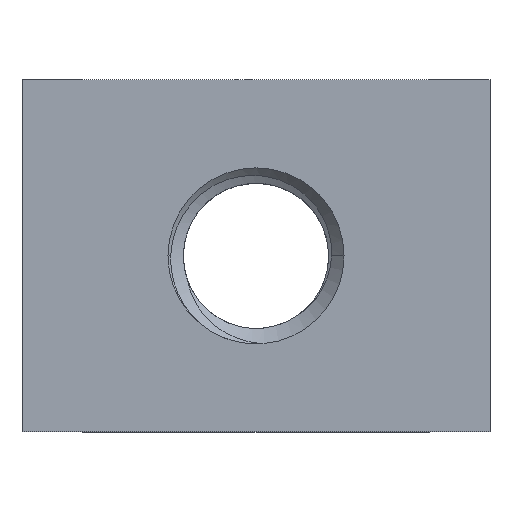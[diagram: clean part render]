
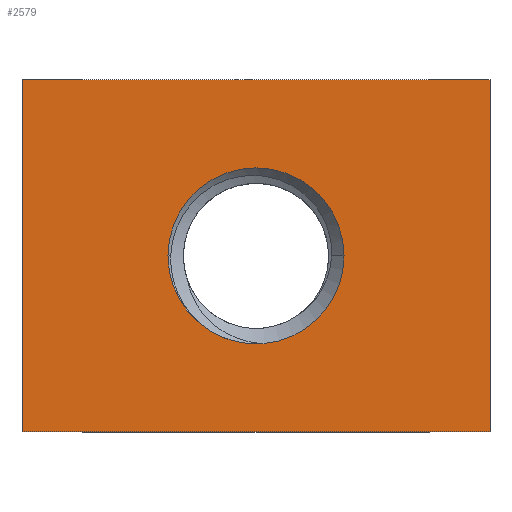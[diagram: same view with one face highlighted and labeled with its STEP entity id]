
A CAD part, top view. The second image highlights one B-rep face of the part: STEP entity #2579.
In plain terms, the highlighted planar face has unit normal (0, 0, 1).
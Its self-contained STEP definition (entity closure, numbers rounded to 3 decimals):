
#76 = CARTESIAN_POINT ( 'NONE',  ( 0., 21.5, -8.75 ) ) ;
#143 = AXIS2_PLACEMENT_3D ( 'NONE', #2537, #908, #3388 ) ;
#206 = ORIENTED_EDGE ( 'NONE', *, *, #907, .T. ) ;
#280 = FACE_OUTER_BOUND ( 'NONE', #1720, .T. ) ;
#308 = DIRECTION ( 'NONE',  ( 1., 0., 0. ) ) ;
#364 = CIRCLE ( 'NONE', #2030, 2. ) ;
#434 = PLANE ( 'NONE',  #1769 ) ;
#472 = VERTEX_POINT ( 'NONE', #1348 ) ;
#528 = CARTESIAN_POINT ( 'NONE',  ( 5.318, 29.5, -8.75 ) ) ;
#549 = CARTESIAN_POINT ( 'NONE',  ( -5.318, 29.5, -8.75 ) ) ;
#583 = LINE ( 'NONE', #746, #2853 ) ;
#603 = ORIENTED_EDGE ( 'NONE', *, *, #1556, .T. ) ;
#612 = VERTEX_POINT ( 'NONE', #1603 ) ;
#746 = CARTESIAN_POINT ( 'NONE',  ( 0., 29.5, -8.75 ) ) ;
#811 = EDGE_CURVE ( 'NONE', #2539, #612, #2905, .T. ) ;
#834 = ORIENTED_EDGE ( 'NONE', *, *, #811, .F. ) ;
#907 = EDGE_CURVE ( 'NONE', #472, #1592, #1791, .T. ) ;
#908 = DIRECTION ( 'NONE',  ( 0., 0., -1. ) ) ;
#946 = AXIS2_PLACEMENT_3D ( 'NONE', #1098, #1912, #308 ) ;
#968 = DIRECTION ( 'NONE',  ( 1., 0., 0. ) ) ;
#970 = VECTOR ( 'NONE', #2260, 1000. ) ;
#989 = VERTEX_POINT ( 'NONE', #1395 ) ;
#1023 = VERTEX_POINT ( 'NONE', #2560 ) ;
#1062 = LINE ( 'NONE', #549, #3392 ) ;
#1098 = CARTESIAN_POINT ( 'NONE',  ( 0., 25.5, -8.75 ) ) ;
#1201 = ORIENTED_EDGE ( 'NONE', *, *, #3026, .T. ) ;
#1228 = CARTESIAN_POINT ( 'NONE',  ( 0., 29.5, -8.75 ) ) ;
#1275 = CARTESIAN_POINT ( 'NONE',  ( 5.318, 29.5, -8.75 ) ) ;
#1348 = CARTESIAN_POINT ( 'NONE',  ( 2., 25.5, -8.75 ) ) ;
#1383 = DIRECTION ( 'NONE',  ( 0., 0., -1. ) ) ;
#1395 = CARTESIAN_POINT ( 'NONE',  ( -1.295, 23.976, -8.75 ) ) ;
#1424 = CARTESIAN_POINT ( 'NONE',  ( 0., 25.5, -8.75 ) ) ;
#1556 = EDGE_CURVE ( 'NONE', #3418, #472, #2013, .T. ) ;
#1562 = EDGE_CURVE ( 'NONE', #1023, #2307, #1062, .T. ) ;
#1586 = EDGE_LOOP ( 'NONE', ( #1989, #3149, #603, #206 ) ) ;
#1592 = VERTEX_POINT ( 'NONE', #1951 ) ;
#1603 = CARTESIAN_POINT ( 'NONE',  ( 5.318, 21.5, -8.75 ) ) ;
#1720 = EDGE_LOOP ( 'NONE', ( #2965, #834, #1201, #2791 ) ) ;
#1769 = AXIS2_PLACEMENT_3D ( 'NONE', #1228, #2867, #2100 ) ;
#1791 = CIRCLE ( 'NONE', #3300, 2. ) ;
#1912 = DIRECTION ( 'NONE',  ( 0., 0., -1. ) ) ;
#1951 = CARTESIAN_POINT ( 'NONE',  ( 0.182, 23.508, -8.75 ) ) ;
#1989 = ORIENTED_EDGE ( 'NONE', *, *, #3493, .T. ) ;
#2003 = EDGE_CURVE ( 'NONE', #989, #3418, #364, .T. ) ;
#2013 = CIRCLE ( 'NONE', #946, 2. ) ;
#2030 = AXIS2_PLACEMENT_3D ( 'NONE', #2293, #2873, #968 ) ;
#2100 = DIRECTION ( 'NONE',  ( 1., 0., 0. ) ) ;
#2163 = DIRECTION ( 'NONE',  ( -1., 0., 0. ) ) ;
#2251 = CARTESIAN_POINT ( 'NONE',  ( -2., 25.5, -8.75 ) ) ;
#2260 = DIRECTION ( 'NONE',  ( -1., 0., 0. ) ) ;
#2293 = CARTESIAN_POINT ( 'NONE',  ( 0., 25.5, -8.75 ) ) ;
#2307 = VERTEX_POINT ( 'NONE', #3193 ) ;
#2358 = EDGE_CURVE ( 'NONE', #612, #2307, #2564, .T. ) ;
#2464 = DIRECTION ( 'NONE',  ( 0., -1., 0. ) ) ;
#2537 = CARTESIAN_POINT ( 'NONE',  ( 0., 25.5, -8.75 ) ) ;
#2539 = VERTEX_POINT ( 'NONE', #1275 ) ;
#2558 = CIRCLE ( 'NONE', #143, 2. ) ;
#2560 = CARTESIAN_POINT ( 'NONE',  ( -5.318, 29.5, -8.75 ) ) ;
#2564 = LINE ( 'NONE', #76, #970 ) ;
#2579 = ADVANCED_FACE ( 'NONE', ( #3124, #280 ), #434, .T. ) ;
#2791 = ORIENTED_EDGE ( 'NONE', *, *, #1562, .T. ) ;
#2805 = DIRECTION ( 'NONE',  ( 1., 0., 0. ) ) ;
#2853 = VECTOR ( 'NONE', #2163, 1000. ) ;
#2864 = VECTOR ( 'NONE', #3007, 1000. ) ;
#2867 = DIRECTION ( 'NONE',  ( 0., 0., 1. ) ) ;
#2873 = DIRECTION ( 'NONE',  ( 0., 0., -1. ) ) ;
#2905 = LINE ( 'NONE', #528, #2864 ) ;
#2965 = ORIENTED_EDGE ( 'NONE', *, *, #2358, .F. ) ;
#3007 = DIRECTION ( 'NONE',  ( 0., -1., 0. ) ) ;
#3026 = EDGE_CURVE ( 'NONE', #2539, #1023, #583, .T. ) ;
#3124 = FACE_BOUND ( 'NONE', #1586, .T. ) ;
#3149 = ORIENTED_EDGE ( 'NONE', *, *, #2003, .T. ) ;
#3193 = CARTESIAN_POINT ( 'NONE',  ( -5.318, 21.5, -8.75 ) ) ;
#3300 = AXIS2_PLACEMENT_3D ( 'NONE', #1424, #1383, #2805 ) ;
#3388 = DIRECTION ( 'NONE',  ( 1., 0., 0. ) ) ;
#3392 = VECTOR ( 'NONE', #2464, 1000. ) ;
#3418 = VERTEX_POINT ( 'NONE', #2251 ) ;
#3493 = EDGE_CURVE ( 'NONE', #1592, #989, #2558, .T. ) ;
